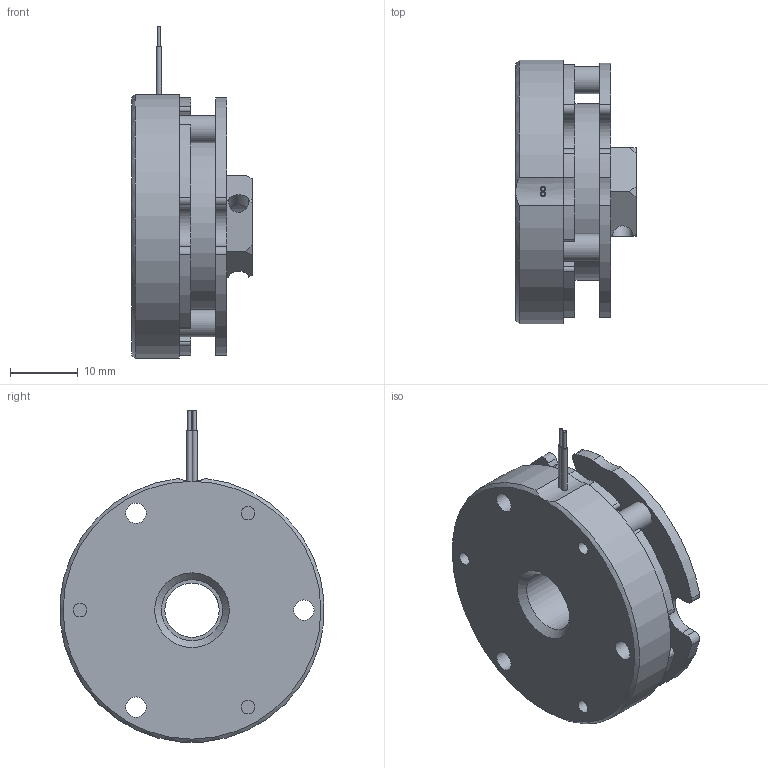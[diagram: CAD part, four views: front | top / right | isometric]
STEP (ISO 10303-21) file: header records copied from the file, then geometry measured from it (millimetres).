
FILE_DESCRIPTION (( 'STEP AP203' ), '1' );
FILE_NAME ('20334 - UTSEB-154-24.7-M08.STEP', '2021-10-06T11:29:51', ( '' ), ( '' ), 'SwSTEP 2.0', 'SolidWorks 2021', '' );
FILE_SCHEMA (( 'CONFIG_CONTROL_DESIGN' ));
Length unit declared in the file: millimetre
Products named in the file (7): 20334 ARMATURE; 20334 MAGBODY; 20334 - UTSEB-154-24.7-M08; 20334 FRICTION DISC; 20334 BACKPLATE; 20334 HUB; 20334 SPACER
Assembly tree (8 placements, depth 2):
  20334 - UTSEB-154-24.7-M08
    20334 MAGBODY
    20334 ARMATURE
    20334 FRICTION DISC
    20334 BACKPLATE
    20334 SPACER  x3
    20334 HUB
Bounding box: 17.75 x 38.88 x 48.93 mm (x, y, z)
Volume: 12823.9 mm3; surface area: 10057.1 mm2
Topology: 9 solids, 9 shells, 130 faces, 327 edges, 216 vertices
Faces by surface type: cylinder 65, plane 63, cone 2
Full cylindrical faces by diameter (mm): 0.5 x2, 0.762 x2, 2 x6, 3 x5, 4 x3, 8 x1, 9 x2, 18 x1, 26 x1
Entity records: 4627 total; most frequent: CARTESIAN_POINT 777, DIRECTION 670, ORIENTED_EDGE 590, EDGE_CURVE 295, AXIS2_PLACEMENT_3D 251, VERTEX_POINT 208, EDGE_LOOP 171, VECTOR 168
